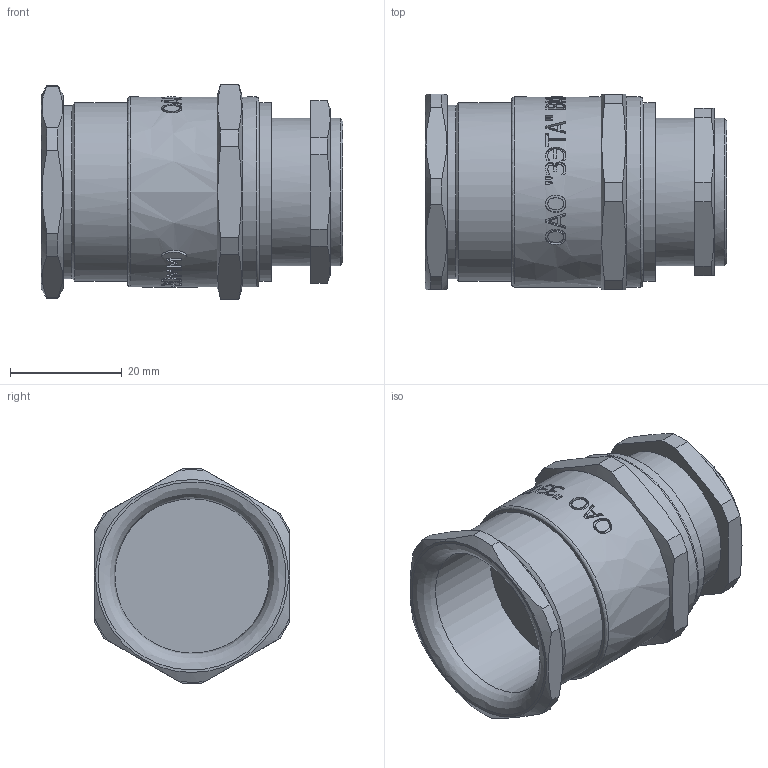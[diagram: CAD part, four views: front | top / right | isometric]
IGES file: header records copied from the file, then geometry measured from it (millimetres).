
Global section: file name: ВКВ G 0.75 1220,22; native system: HAutodesk Inventor 2015; preprocessor: unknown; author: Борисов Е.В.,,11,0,; ; date: 20160917.100313; units: centimetre
Bounding box: 53.95 x 35 x 38.41 mm (x, y, z)
Volume: 29312.4 mm3; surface area: 11534.4 mm2
Topology: 1 solids, 1 shells, 500 faces, 1352 edges, 904 vertices
Faces by surface type: bspline 500
